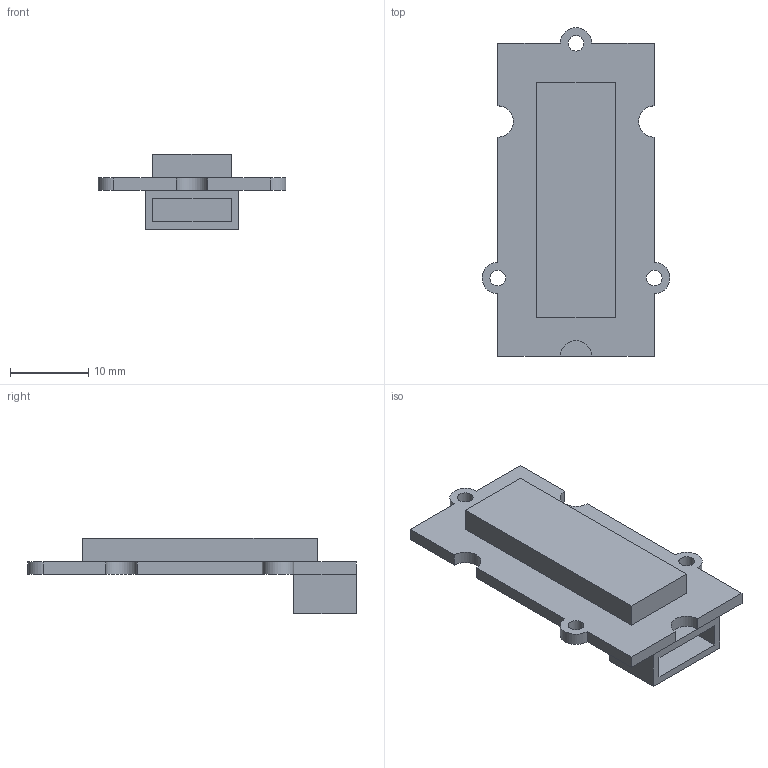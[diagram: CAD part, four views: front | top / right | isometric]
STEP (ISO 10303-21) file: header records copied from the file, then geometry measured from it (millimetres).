
FILE_DESCRIPTION(/* description */ (''),/* implementation_level */ '2;1');
FILE_NAME(/* name */ 'smaller sensor mockup v3.step',/* time_stamp */ '2019-08-07T15:02:17+07:00',/* author */ (''),/* organization */ (''),/* preprocessor_version */ 'ST-DEVELOPER v18',/* originating_system */ 'Autodesk Translation Framework v8.2.0.1029',/* authorisation */ '');
FILE_SCHEMA (('AUTOMOTIVE_DESIGN { 1 0 10303 214 3 1 1 }'));
Length unit declared in the file: millimetre
Products named in the file (1): smaller sensor mockup
Bounding box: 24 x 42 x 9.6 mm (x, y, z)
Volume: 2434.9 mm3; surface area: 3239.2 mm2
Topology: 3 solids, 3 shells, 38 faces, 93 edges, 62 vertices
Faces by surface type: plane 29, cylinder 9
Full cylindrical faces by diameter (mm): 2 x3
Entity records: 1180 total; most frequent: CARTESIAN_POINT 194, DIRECTION 189, ORIENTED_EDGE 186, EDGE_CURVE 93, LINE 75, VECTOR 75, VERTEX_POINT 62, AXIS2_PLACEMENT_3D 57
